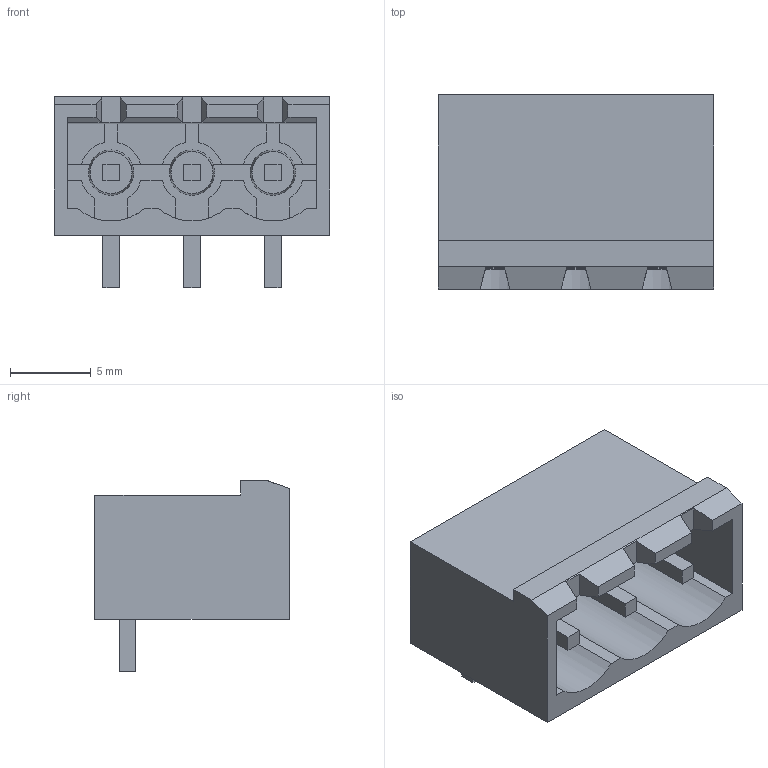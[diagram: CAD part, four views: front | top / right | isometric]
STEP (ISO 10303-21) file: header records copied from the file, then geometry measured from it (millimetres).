
FILE_DESCRIPTION(('Creo Elements/Direct Modeling STEP Export'),'2;1');
FILE_NAME('model.stp','2017-09-29T 9:30:27',(''),(''),'Creo Elements/Direct Modeling STEP processor for AP214 (Solid Model)','Creo Elements/Direct Modeling 18.1I 14-Aug-2016 (C) Parametric Technology GmbH','');
FILE_SCHEMA(('AUTOMOTIVE_DESIGN { 1 0 10303 214 1 1 1 1 }'));
Length unit declared in the file: millimetre
Products named in the file (2): MSTBA_2.5_3_G-select
Assembly tree (1 placements, depth 2):
  MSTBA_2.5_3_G-select
    MSTBA_2.5_3_G-select
Bounding box: 17 x 12 x 11.8 mm (x, y, z)
Volume: 762.8 mm3; surface area: 1616.1 mm2
Topology: 1 solids, 1 shells, 129 faces, 363 edges, 239 vertices
Faces by surface type: plane 105, cylinder 18, cone 6
Entity records: 4315 total; most frequent: ORIENTED_EDGE 726, CARTESIAN_POINT 714, DIRECTION 647, EDGE_CURVE 363, VECTOR 303, LINE 303, VERTEX_POINT 239, AXIS2_PLACEMENT_3D 172
